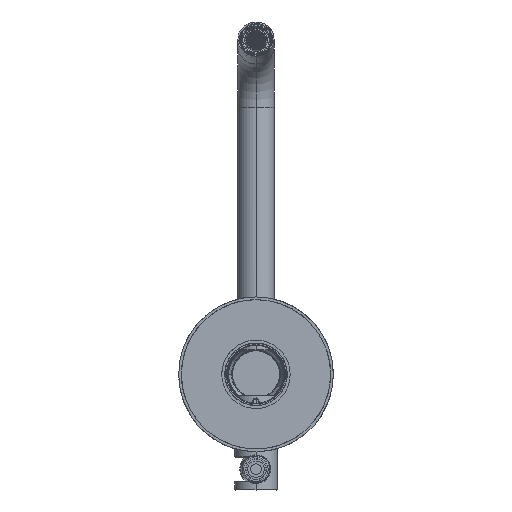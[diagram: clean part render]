
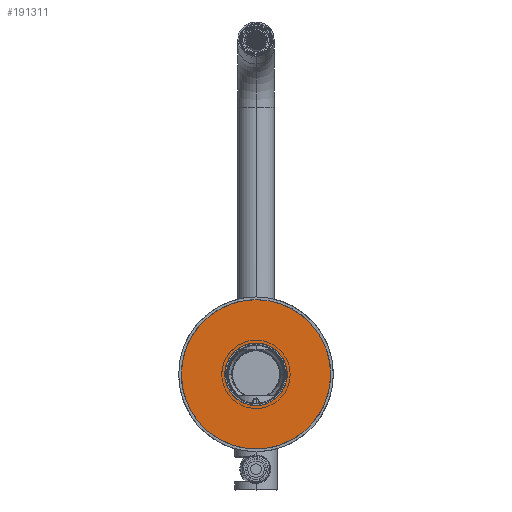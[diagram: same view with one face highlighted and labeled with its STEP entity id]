
A CAD part, front view. The second image highlights one B-rep face of the part: STEP entity #191311.
In plain terms, the highlighted planar face has unit normal (0, -1, 0).
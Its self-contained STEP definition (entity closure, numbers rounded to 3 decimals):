
#191249=CARTESIAN_POINT('Axis2P3D Location',(0.,-4.2,0.)) ;
#191254=CARTESIAN_POINT('Axis2P3D Location',(0.,-4.2,0.)) ;
#191258=CARTESIAN_POINT('Vertex',(55.5,-4.2,0.)) ;
#191260=CARTESIAN_POINT('Vertex',(-55.5,-4.2,0.)) ;
#191263=CARTESIAN_POINT('Axis2P3D Location',(0.,-4.2,0.)) ;
#191272=CARTESIAN_POINT('Axis2P3D Location',(0.,-4.2,0.)) ;
#191276=CARTESIAN_POINT('Vertex',(23.25,-4.2,0.)) ;
#191278=CARTESIAN_POINT('Vertex',(-23.25,-4.2,0.)) ;
#191282=CARTESIAN_POINT('Control Point',(23.25,-4.2,0.)) ;
#191283=CARTESIAN_POINT('Control Point',(23.25,-4.2,-2.126)) ;
#191284=CARTESIAN_POINT('Control Point',(23.007,-4.2,-4.252)) ;
#191285=CARTESIAN_POINT('Control Point',(22.521,-4.2,-6.341)) ;
#191286=CARTESIAN_POINT('Control Point',(21.08,-4.2,-10.371)) ;
#191287=CARTESIAN_POINT('Control Point',(18.767,-4.2,-13.971)) ;
#191288=CARTESIAN_POINT('Control Point',(17.409,-4.2,-15.631)) ;
#191289=CARTESIAN_POINT('Control Point',(14.337,-4.2,-18.611)) ;
#191290=CARTESIAN_POINT('Control Point',(10.672,-4.2,-20.821)) ;
#191291=CARTESIAN_POINT('Control Point',(8.721,-4.2,-21.711)) ;
#191292=CARTESIAN_POINT('Control Point',(4.649,-4.2,-23.028)) ;
#191293=CARTESIAN_POINT('Control Point',(0.385,-4.2,-23.393)) ;
#191294=CARTESIAN_POINT('Control Point',(-1.759,-4.2,-23.33)) ;
#191295=CARTESIAN_POINT('Control Point',(-5.994,-4.2,-22.715)) ;
#191296=CARTESIAN_POINT('Control Point',(-9.981,-4.2,-21.161)) ;
#191297=CARTESIAN_POINT('Control Point',(-11.877,-4.2,-20.158)) ;
#191298=CARTESIAN_POINT('Control Point',(-15.406,-4.2,-17.736)) ;
#191299=CARTESIAN_POINT('Control Point',(-18.297,-4.2,-14.581)) ;
#191300=CARTESIAN_POINT('Control Point',(-19.556,-4.2,-12.844)) ;
#191301=CARTESIAN_POINT('Control Point',(-21.518,-4.2,-9.354)) ;
#191302=CARTESIAN_POINT('Control Point',(-22.696,-4.2,-5.533)) ;
#191303=CARTESIAN_POINT('Control Point',(-23.065,-4.2,-3.705)) ;
#191304=CARTESIAN_POINT('Control Point',(-23.25,-4.2,-1.853)) ;
#191305=CARTESIAN_POINT('Control Point',(-23.25,-4.2,0.)) ;
#191250=DIRECTION('Axis2P3D Direction',(0.,-1.,0.)) ;
#191251=DIRECTION('Axis2P3D XDirection',(-1.,0.,0.)) ;
#191255=DIRECTION('Axis2P3D Direction',(0.,-1.,0.)) ;
#191264=DIRECTION('Axis2P3D Direction',(0.,-1.,0.)) ;
#191273=DIRECTION('Axis2P3D Direction',(0.,-1.,0.)) ;
#191252=AXIS2_PLACEMENT_3D('Plane Axis2P3D',#191249,#191250,#191251) ;
#191256=AXIS2_PLACEMENT_3D('Circle Axis2P3D',#191254,#191255,$) ;
#191265=AXIS2_PLACEMENT_3D('Circle Axis2P3D',#191263,#191264,$) ;
#191274=AXIS2_PLACEMENT_3D('Circle Axis2P3D',#191272,#191273,$) ;
#191257=CIRCLE('generated circle',#191256,55.5) ;
#191266=CIRCLE('generated circle',#191265,55.5) ;
#191275=CIRCLE('generated circle',#191274,23.25) ;
#191253=PLANE('',#191252) ;
#191310=FACE_BOUND('',#191307,.T.) ;
#191262=EDGE_CURVE('',#191259,#191261,#191257,.T.) ;
#191267=EDGE_CURVE('',#191261,#191259,#191266,.T.) ;
#191280=EDGE_CURVE('',#191277,#191279,#191275,.T.) ;
#191306=EDGE_CURVE('',#191277,#191279,#191281,.T.) ;
#191269=ORIENTED_EDGE('',*,*,#191262,.T.) ;
#191270=ORIENTED_EDGE('',*,*,#191267,.T.) ;
#191308=ORIENTED_EDGE('',*,*,#191280,.F.) ;
#191309=ORIENTED_EDGE('',*,*,#191306,.T.) ;
#191268=EDGE_LOOP('',(#191269,#191270)) ;
#191307=EDGE_LOOP('',(#191308,#191309)) ;
#191259=VERTEX_POINT('',#191258) ;
#191261=VERTEX_POINT('',#191260) ;
#191277=VERTEX_POINT('',#191276) ;
#191279=VERTEX_POINT('',#191278) ;
#191311=ADVANCED_FACE('168\\MANIFOLD_SOLID_BREP #12534',(#191271,#191310),#191253,.T.) ;
#191281=B_SPLINE_CURVE_WITH_KNOTS('',5,(#191282,#191283,#191284,#191285,#191286,#191287,#191288,#191289,#191290,#191291,#191292,#191293,#191294,#191295,#191296,#191297,#191298,#191299,#191300,#191301,#191302,#191303,#191304,#191305),.UNSPECIFIED.,.F.,.U.,(6,3,3,3,3,3,3,6),(0.,15.064,30.129,45.193,60.258,75.322,90.387,103.514),.UNSPECIFIED.) ;
#191271=FACE_OUTER_BOUND('',#191268,.T.) ;
